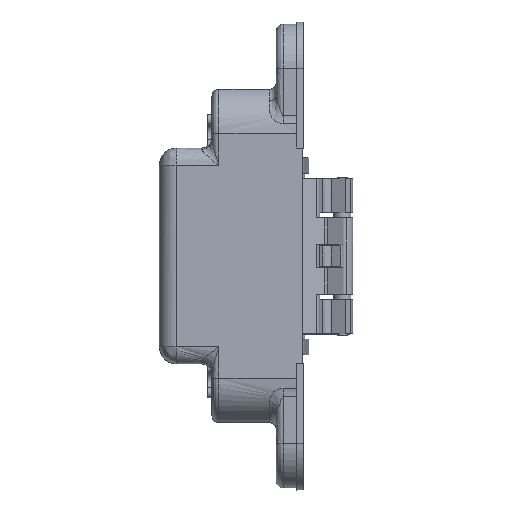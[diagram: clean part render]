
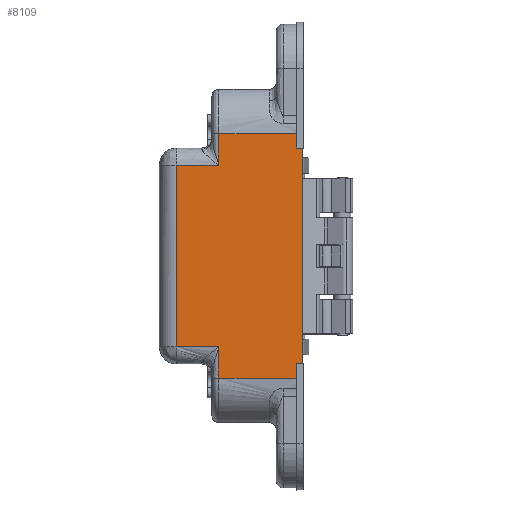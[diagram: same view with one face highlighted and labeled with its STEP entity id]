
A CAD part, top view. The second image highlights one B-rep face of the part: STEP entity #8109.
In plain terms, the highlighted free-form (B-spline) face has degree [1, 1] with [2, 2] control points.
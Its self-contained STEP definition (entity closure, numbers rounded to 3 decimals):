
#7334 = VERTEX_POINT('',#7335);
#7335 = CARTESIAN_POINT('',(16.749,31.916,
    49.765));
#7341 = EDGE_CURVE('',#7342,#7334,#7344,.T.);
#7342 = VERTEX_POINT('',#7343);
#7343 = CARTESIAN_POINT('',(16.749,28.199,
    49.765));
#7344 = B_SPLINE_CURVE_WITH_KNOTS('',1,(#7345,#7346),.UNSPECIFIED.,.F.,
  .F.,(2,2),(-9.025,-4.864),.PIECEWISE_BEZIER_KNOTS.);
#7345 = CARTESIAN_POINT('',(16.749,28.199,
    49.765));
#7346 = CARTESIAN_POINT('',(16.749,31.916,
    49.765));
#7633 = VERTEX_POINT('',#7634);
#7634 = CARTESIAN_POINT('',(18.178,28.199,
    49.765));
#7639 = EDGE_CURVE('',#7633,#7640,#7642,.T.);
#7640 = VERTEX_POINT('',#7641);
#7641 = CARTESIAN_POINT('',(18.178,-27.912,
    49.765));
#7642 = B_SPLINE_CURVE_WITH_KNOTS('',1,(#7643,#7644),.UNSPECIFIED.,.F.,
  .F.,(2,2),(4.161,66.961),.PIECEWISE_BEZIER_KNOTS.);
#7643 = CARTESIAN_POINT('',(18.178,28.199,
    49.765));
#7644 = CARTESIAN_POINT('',(18.178,-27.912,
    49.765));
#7824 = VERTEX_POINT('',#7825);
#7825 = CARTESIAN_POINT('',(16.749,-31.629,
    49.765));
#7956 = VERTEX_POINT('',#7957);
#7957 = CARTESIAN_POINT('',(16.749,-27.912,
    49.765));
#7962 = EDGE_CURVE('',#7824,#7956,#7963,.T.);
#7963 = B_SPLINE_CURVE_WITH_KNOTS('',1,(#7964,#7965),.UNSPECIFIED.,.F.,
  .F.,(2,2),(-26.536,-22.375),.PIECEWISE_BEZIER_KNOTS.);
#7964 = CARTESIAN_POINT('',(16.749,-31.629,
    49.765));
#7965 = CARTESIAN_POINT('',(16.749,-27.912,
    49.765));
#8109 = ADVANCED_FACE('',(#8110),#8172,.T.);
#8110 = FACE_BOUND('',#8111,.T.);
#8111 = EDGE_LOOP('',(#8112,#8113,#8120,#8127,#8134,#8141,#8148,#8155,
    #8160,#8161,#8166,#8167));
#8112 = ORIENTED_EDGE('',*,*,#7341,.T.);
#8113 = ORIENTED_EDGE('',*,*,#8114,.T.);
#8114 = EDGE_CURVE('',#7334,#8115,#8117,.T.);
#8115 = VERTEX_POINT('',#8116);
#8116 = CARTESIAN_POINT('',(-3.444,31.916,
    49.765));
#8117 = B_SPLINE_CURVE_WITH_KNOTS('',1,(#8118,#8119),.UNSPECIFIED.,.F.,
  .F.,(2,2),(1.6,24.2),.PIECEWISE_BEZIER_KNOTS.);
#8118 = CARTESIAN_POINT('',(16.749,31.916,
    49.765));
#8119 = CARTESIAN_POINT('',(-3.444,31.916,
    49.765));
#8120 = ORIENTED_EDGE('',*,*,#8121,.F.);
#8121 = EDGE_CURVE('',#8122,#8115,#8124,.T.);
#8122 = VERTEX_POINT('',#8123);
#8123 = CARTESIAN_POINT('',(-3.444,23.732,
    49.765));
#8124 = B_SPLINE_CURVE_WITH_KNOTS('',1,(#8125,#8126),.UNSPECIFIED.,.F.,
  .F.,(2,2),(-9.275,-0.114),.PIECEWISE_BEZIER_KNOTS.);
#8125 = CARTESIAN_POINT('',(-3.444,23.732,
    49.765));
#8126 = CARTESIAN_POINT('',(-3.444,31.916,
    49.765));
#8127 = ORIENTED_EDGE('',*,*,#8128,.F.);
#8128 = EDGE_CURVE('',#8129,#8122,#8131,.T.);
#8129 = VERTEX_POINT('',#8130);
#8130 = CARTESIAN_POINT('',(-14.434,23.732,
    49.765));
#8131 = B_SPLINE_CURVE_WITH_KNOTS('',1,(#8132,#8133),.UNSPECIFIED.,.F.,
  .F.,(2,2),(-36.5,-24.2),.PIECEWISE_BEZIER_KNOTS.);
#8132 = CARTESIAN_POINT('',(-14.434,23.732,
    49.765));
#8133 = CARTESIAN_POINT('',(-3.444,23.732,
    49.765));
#8134 = ORIENTED_EDGE('',*,*,#8135,.F.);
#8135 = EDGE_CURVE('',#8136,#8129,#8138,.T.);
#8136 = VERTEX_POINT('',#8137);
#8137 = CARTESIAN_POINT('',(-14.434,-23.444,
    49.765));
#8138 = B_SPLINE_CURVE_WITH_KNOTS('',1,(#8139,#8140),.UNSPECIFIED.,.F.,
  .F.,(2,2),(-42.1,10.7),.PIECEWISE_BEZIER_KNOTS.);
#8139 = CARTESIAN_POINT('',(-14.434,-23.444,
    49.765));
#8140 = CARTESIAN_POINT('',(-14.434,23.732,
    49.765));
#8141 = ORIENTED_EDGE('',*,*,#8142,.F.);
#8142 = EDGE_CURVE('',#8143,#8136,#8145,.T.);
#8143 = VERTEX_POINT('',#8144);
#8144 = CARTESIAN_POINT('',(-3.444,-23.444,
    49.765));
#8145 = B_SPLINE_CURVE_WITH_KNOTS('',1,(#8146,#8147),.UNSPECIFIED.,.F.,
  .F.,(2,2),(24.2,36.5),.PIECEWISE_BEZIER_KNOTS.);
#8146 = CARTESIAN_POINT('',(-3.444,-23.444,
    49.765));
#8147 = CARTESIAN_POINT('',(-14.434,-23.444,
    49.765));
#8148 = ORIENTED_EDGE('',*,*,#8149,.F.);
#8149 = EDGE_CURVE('',#8150,#8143,#8152,.T.);
#8150 = VERTEX_POINT('',#8151);
#8151 = CARTESIAN_POINT('',(-3.444,-31.629,
    49.765));
#8152 = B_SPLINE_CURVE_WITH_KNOTS('',1,(#8153,#8154),.UNSPECIFIED.,.F.,
  .F.,(2,2),(-31.286,-22.125),.PIECEWISE_BEZIER_KNOTS.);
#8153 = CARTESIAN_POINT('',(-3.444,-31.629,
    49.765));
#8154 = CARTESIAN_POINT('',(-3.444,-23.444,
    49.765));
#8155 = ORIENTED_EDGE('',*,*,#8156,.F.);
#8156 = EDGE_CURVE('',#7824,#8150,#8157,.T.);
#8157 = B_SPLINE_CURVE_WITH_KNOTS('',1,(#8158,#8159),.UNSPECIFIED.,.F.,
  .F.,(2,2),(1.6,24.2),.PIECEWISE_BEZIER_KNOTS.);
#8158 = CARTESIAN_POINT('',(16.749,-31.629,
    49.765));
#8159 = CARTESIAN_POINT('',(-3.444,-31.629,
    49.765));
#8160 = ORIENTED_EDGE('',*,*,#7962,.T.);
#8161 = ORIENTED_EDGE('',*,*,#8162,.T.);
#8162 = EDGE_CURVE('',#7956,#7640,#8163,.T.);
#8163 = B_SPLINE_CURVE_WITH_KNOTS('',1,(#8164,#8165),.UNSPECIFIED.,.F.,
  .F.,(2,2),(-1.6,0.),.PIECEWISE_BEZIER_KNOTS.);
#8164 = CARTESIAN_POINT('',(16.749,-27.912,
    49.765));
#8165 = CARTESIAN_POINT('',(18.178,-27.912,
    49.765));
#8166 = ORIENTED_EDGE('',*,*,#7639,.F.);
#8167 = ORIENTED_EDGE('',*,*,#8168,.T.);
#8168 = EDGE_CURVE('',#7633,#7342,#8169,.T.);
#8169 = B_SPLINE_CURVE_WITH_KNOTS('',1,(#8170,#8171),.UNSPECIFIED.,.F.,
  .F.,(2,2),(0.,1.6),.PIECEWISE_BEZIER_KNOTS.);
#8170 = CARTESIAN_POINT('',(18.178,28.199,
    49.765));
#8171 = CARTESIAN_POINT('',(16.749,28.199,
    49.765));
#8172 = B_SPLINE_SURFACE_WITH_KNOTS('',1,1,(
    (#8173,#8174)
    ,(#8175,#8176
    )),.UNSPECIFIED.,.F.,.F.,.F.,(2,2),(2,2),(-66.961,
    4.161),(-0.,36.5),.PIECEWISE_BEZIER_KNOTS.);
#8173 = CARTESIAN_POINT('',(18.178,-31.629,
    49.765));
#8174 = CARTESIAN_POINT('',(-14.434,-31.629,
    49.765));
#8175 = CARTESIAN_POINT('',(18.178,31.916,
    49.765));
#8176 = CARTESIAN_POINT('',(-14.434,31.916,
    49.765));
